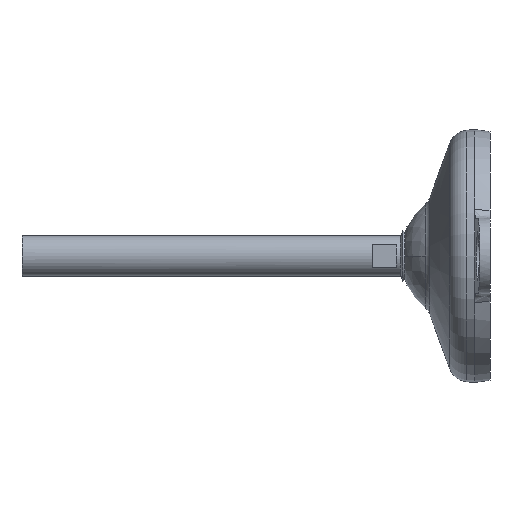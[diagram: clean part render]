
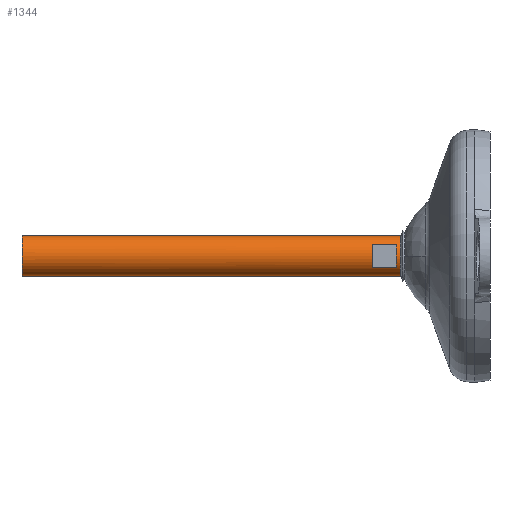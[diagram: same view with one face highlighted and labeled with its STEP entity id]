
A CAD part, left-side view. The second image highlights one B-rep face of the part: STEP entity #1344.
In plain terms, the highlighted cylindrical face has radius 8 mm (diameter 16 mm), a partial arc.
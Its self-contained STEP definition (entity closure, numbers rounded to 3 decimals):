
#18 = CIRCLE ( 'NONE', #1255, 8. ) ;
#23 = VERTEX_POINT ( 'NONE', #1537 ) ;
#124 = DIRECTION ( 'NONE',  ( 0., 0., -1. ) ) ;
#133 = VECTOR ( 'NONE', #1644, 1000. ) ;
#155 = EDGE_LOOP ( 'NONE', ( #166, #1615, #201, #731 ) ) ;
#166 = ORIENTED_EDGE ( 'NONE', *, *, #1356, .T. ) ;
#201 = ORIENTED_EDGE ( 'NONE', *, *, #1016, .T. ) ;
#211 = EDGE_CURVE ( 'NONE', #414, #282, #1323, .T. ) ;
#221 = DIRECTION ( 'NONE',  ( 0., 0., -1. ) ) ;
#247 = CARTESIAN_POINT ( 'NONE',  ( 0., 35.5, 0. ) ) ;
#254 = DIRECTION ( 'NONE',  ( 0., -1., 0. ) ) ;
#276 = CARTESIAN_POINT ( 'NONE',  ( 0., 185., -8. ) ) ;
#282 = VERTEX_POINT ( 'NONE', #420 ) ;
#299 = CARTESIAN_POINT ( 'NONE',  ( -6.5, 46.5, 4.664 ) ) ;
#327 = LINE ( 'NONE', #829, #133 ) ;
#329 = DIRECTION ( 'NONE',  ( 0., -1., 0. ) ) ;
#336 = LINE ( 'NONE', #1109, #1424 ) ;
#360 = FACE_BOUND ( 'NONE', #155, .T. ) ;
#404 = EDGE_CURVE ( 'NONE', #1412, #23, #583, .T. ) ;
#407 = ORIENTED_EDGE ( 'NONE', *, *, #1034, .T. ) ;
#414 = VERTEX_POINT ( 'NONE', #1669 ) ;
#420 = CARTESIAN_POINT ( 'NONE',  ( -6.5, 37., -4.664 ) ) ;
#475 = DIRECTION ( 'NONE',  ( 0., 1., 0. ) ) ;
#477 = EDGE_CURVE ( 'NONE', #23, #1141, #18, .T. ) ;
#491 = CARTESIAN_POINT ( 'NONE',  ( 0., 46.5, 0. ) ) ;
#554 = CARTESIAN_POINT ( 'NONE',  ( 0., 185., 0. ) ) ;
#575 = DIRECTION ( 'NONE',  ( 0., -1., 0. ) ) ;
#583 = LINE ( 'NONE', #1662, #800 ) ;
#593 = VERTEX_POINT ( 'NONE', #276 ) ;
#693 = AXIS2_PLACEMENT_3D ( 'NONE', #1422, #254, #221 ) ;
#726 = DIRECTION ( 'NONE',  ( 0., -1., 0. ) ) ;
#731 = ORIENTED_EDGE ( 'NONE', *, *, #211, .T. ) ;
#761 = AXIS2_PLACEMENT_3D ( 'NONE', #1499, #575, #1349 ) ;
#800 = VECTOR ( 'NONE', #329, 1000. ) ;
#823 = ORIENTED_EDGE ( 'NONE', *, *, #1178, .T. ) ;
#829 = CARTESIAN_POINT ( 'NONE',  ( -6.5, 0., 4.664 ) ) ;
#917 = FACE_OUTER_BOUND ( 'NONE', #1050, .T. ) ;
#1008 = CIRCLE ( 'NONE', #1701, 8. ) ;
#1012 = VERTEX_POINT ( 'NONE', #299 ) ;
#1016 = EDGE_CURVE ( 'NONE', #1012, #414, #327, .T. ) ;
#1034 = EDGE_CURVE ( 'NONE', #1412, #593, #1372, .T. ) ;
#1037 = CARTESIAN_POINT ( 'NONE',  ( -6.5, 0., -4.664 ) ) ;
#1043 = CARTESIAN_POINT ( 'NONE',  ( 0., 185., 8. ) ) ;
#1050 = EDGE_LOOP ( 'NONE', ( #1593, #407, #823, #1226 ) ) ;
#1084 = DIRECTION ( 'NONE',  ( 0., 0., -1. ) ) ;
#1109 = CARTESIAN_POINT ( 'NONE',  ( 0., 0., -8. ) ) ;
#1141 = VERTEX_POINT ( 'NONE', #1240 ) ;
#1149 = DIRECTION ( 'NONE',  ( 0., 1., 0. ) ) ;
#1178 = EDGE_CURVE ( 'NONE', #593, #1141, #336, .T. ) ;
#1182 = CARTESIAN_POINT ( 'NONE',  ( -6.5, 46.5, -4.664 ) ) ;
#1198 = VECTOR ( 'NONE', #475, 1000. ) ;
#1226 = ORIENTED_EDGE ( 'NONE', *, *, #477, .F. ) ;
#1240 = CARTESIAN_POINT ( 'NONE',  ( 0., 35.5, -8. ) ) ;
#1255 = AXIS2_PLACEMENT_3D ( 'NONE', #247, #1566, #124 ) ;
#1295 = VERTEX_POINT ( 'NONE', #1182 ) ;
#1314 = EDGE_CURVE ( 'NONE', #1295, #1012, #1008, .T. ) ;
#1323 = CIRCLE ( 'NONE', #761, 8. ) ;
#1344 = ADVANCED_FACE ( 'NONE', ( #917, #360 ), #1457, .T. ) ;
#1349 = DIRECTION ( 'NONE',  ( 0., 0., -1. ) ) ;
#1356 = EDGE_CURVE ( 'NONE', #282, #1295, #1698, .T. ) ;
#1372 = CIRCLE ( 'NONE', #1513, 8. ) ;
#1412 = VERTEX_POINT ( 'NONE', #1043 ) ;
#1422 = CARTESIAN_POINT ( 'NONE',  ( 0., 0., 0. ) ) ;
#1424 = VECTOR ( 'NONE', #726, 1000. ) ;
#1447 = DIRECTION ( 'NONE',  ( 0., 0., 1. ) ) ;
#1457 = CYLINDRICAL_SURFACE ( 'NONE', #693, 8. ) ;
#1485 = DIRECTION ( 'NONE',  ( 0., -1., 0. ) ) ;
#1499 = CARTESIAN_POINT ( 'NONE',  ( 0., 37., 0. ) ) ;
#1513 = AXIS2_PLACEMENT_3D ( 'NONE', #554, #1485, #1084 ) ;
#1537 = CARTESIAN_POINT ( 'NONE',  ( 0., 35.5, 8. ) ) ;
#1566 = DIRECTION ( 'NONE',  ( 0., -1., 0. ) ) ;
#1593 = ORIENTED_EDGE ( 'NONE', *, *, #404, .F. ) ;
#1615 = ORIENTED_EDGE ( 'NONE', *, *, #1314, .T. ) ;
#1644 = DIRECTION ( 'NONE',  ( 0., -1., 0. ) ) ;
#1662 = CARTESIAN_POINT ( 'NONE',  ( 0., 0., 8. ) ) ;
#1669 = CARTESIAN_POINT ( 'NONE',  ( -6.5, 37., 4.664 ) ) ;
#1698 = LINE ( 'NONE', #1037, #1198 ) ;
#1701 = AXIS2_PLACEMENT_3D ( 'NONE', #491, #1149, #1447 ) ;
